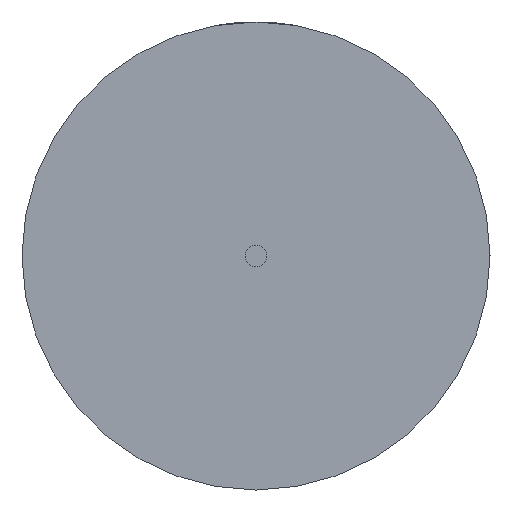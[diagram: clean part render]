
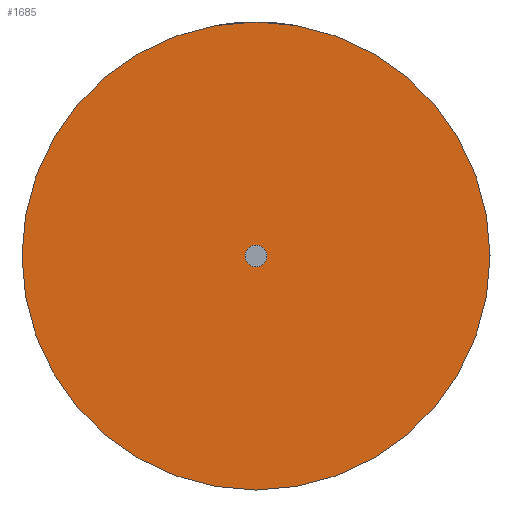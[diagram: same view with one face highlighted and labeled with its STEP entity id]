
A CAD part, left-side view. The second image highlights one B-rep face of the part: STEP entity #1685.
In plain terms, the highlighted planar face has unit normal (-1, 0, 0).
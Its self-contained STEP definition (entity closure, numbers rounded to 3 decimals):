
#89 = VERTEX_POINT ( 'NONE', #3023 ) ;
#123 = AXIS2_PLACEMENT_3D ( 'NONE', #2606, #141, #2131 ) ;
#141 = DIRECTION ( 'NONE',  ( -1., 0., 0. ) ) ;
#157 = AXIS2_PLACEMENT_3D ( 'NONE', #488, #1724, #446 ) ;
#198 = VERTEX_POINT ( 'NONE', #1079 ) ;
#446 = DIRECTION ( 'NONE',  ( 0., 0., 1. ) ) ;
#488 = CARTESIAN_POINT ( 'NONE',  ( -0.005, 0., 0. ) ) ;
#670 = ORIENTED_EDGE ( 'NONE', *, *, #793, .T. ) ;
#793 = EDGE_CURVE ( 'NONE', #2433, #898, #822, .T. ) ;
#822 = CIRCLE ( 'NONE', #123, 10.75 ) ;
#879 = EDGE_LOOP ( 'NONE', ( #3047, #950 ) ) ;
#898 = VERTEX_POINT ( 'NONE', #2933 ) ;
#950 = ORIENTED_EDGE ( 'NONE', *, *, #1196, .F. ) ;
#1030 = DIRECTION ( 'NONE',  ( 0., 0., 1. ) ) ;
#1079 = CARTESIAN_POINT ( 'NONE',  ( -0.005, 0., 0.5 ) ) ;
#1169 = AXIS2_PLACEMENT_3D ( 'NONE', #2682, #2720, #1219 ) ;
#1196 = EDGE_CURVE ( 'NONE', #198, #89, #2072, .T. ) ;
#1219 = DIRECTION ( 'NONE',  ( 0., 0., 1. ) ) ;
#1288 = CARTESIAN_POINT ( 'NONE',  ( -0.005, 0., 0. ) ) ;
#1539 = DIRECTION ( 'NONE',  ( 0., 0., 1. ) ) ;
#1638 = EDGE_CURVE ( 'NONE', #89, #198, #1807, .T. ) ;
#1661 = AXIS2_PLACEMENT_3D ( 'NONE', #2504, #3033, #1030 ) ;
#1685 = ADVANCED_FACE ( 'NONE', ( #1949, #3070 ), #1967, .T. ) ;
#1724 = DIRECTION ( 'NONE',  ( -1., 0., 0. ) ) ;
#1807 = CIRCLE ( 'NONE', #2862, 0.5 ) ;
#1808 = EDGE_CURVE ( 'NONE', #898, #2433, #3212, .T. ) ;
#1949 = FACE_OUTER_BOUND ( 'NONE', #3123, .T. ) ;
#1952 = ORIENTED_EDGE ( 'NONE', *, *, #1808, .T. ) ;
#1967 = PLANE ( 'NONE',  #1169 ) ;
#2057 = CARTESIAN_POINT ( 'NONE',  ( -0.005, 0., 10.75 ) ) ;
#2072 = CIRCLE ( 'NONE', #1661, 0.5 ) ;
#2131 = DIRECTION ( 'NONE',  ( 0., 0., 1. ) ) ;
#2433 = VERTEX_POINT ( 'NONE', #2057 ) ;
#2504 = CARTESIAN_POINT ( 'NONE',  ( -0.005, 0., 0. ) ) ;
#2606 = CARTESIAN_POINT ( 'NONE',  ( -0.005, 0., 0. ) ) ;
#2682 = CARTESIAN_POINT ( 'NONE',  ( -0.005, 0., 0. ) ) ;
#2720 = DIRECTION ( 'NONE',  ( -1., 0., 0. ) ) ;
#2862 = AXIS2_PLACEMENT_3D ( 'NONE', #1288, #3054, #1539 ) ;
#2933 = CARTESIAN_POINT ( 'NONE',  ( -0.005, 0., -10.75 ) ) ;
#3023 = CARTESIAN_POINT ( 'NONE',  ( -0.005, 0., -0.5 ) ) ;
#3033 = DIRECTION ( 'NONE',  ( -1., 0., 0. ) ) ;
#3047 = ORIENTED_EDGE ( 'NONE', *, *, #1638, .F. ) ;
#3054 = DIRECTION ( 'NONE',  ( -1., 0., 0. ) ) ;
#3070 = FACE_BOUND ( 'NONE', #879, .T. ) ;
#3123 = EDGE_LOOP ( 'NONE', ( #1952, #670 ) ) ;
#3212 = CIRCLE ( 'NONE', #157, 10.75 ) ;
